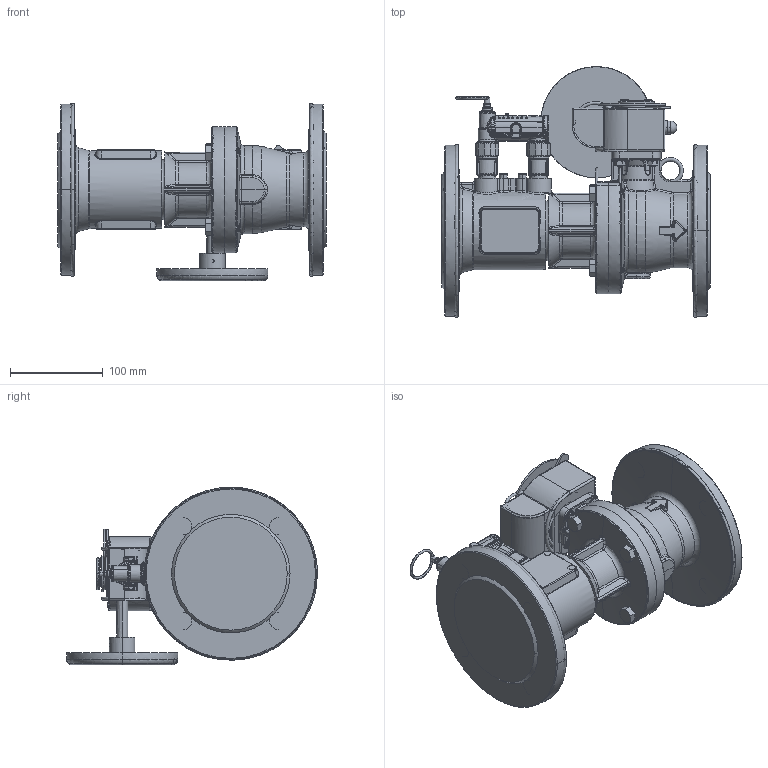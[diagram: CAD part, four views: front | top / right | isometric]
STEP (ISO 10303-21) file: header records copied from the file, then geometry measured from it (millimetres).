
FILE_DESCRIPTION((''),'2;1');
FILE_NAME('DVT8_132060_SW0001','2017-03-02T',('sparenzan'),(''),'CREO PARAMETRIC BY PTC INC, 2016050','CREO PARAMETRIC BY PTC INC, 2016050','');
FILE_SCHEMA(('CONFIG_CONTROL_DESIGN'));
Products named in the file (1): DVT8_132060_SW0001
Bounding box: 290 x 270.87 x 192 mm (x, y, z)
Surface area: 525764 mm2 (no closed solid volume)
Topology: 0 solids, 0 shells, 2202 faces, 11535 edges, 11296 vertices
Faces by surface type: bspline 1917, torus 229, sphere 56
Entity records: 320225 total; most frequent: CARTESIAN_POINT 225017, DIRECTION 14096, TRIMMED_CURVE 11541, DEFINITIONAL_REPRESENTATION 11140, PCURVE 11140, COMPOSITE_CURVE_SEGMENT 11140, VECTOR 9556, LINE 9556
